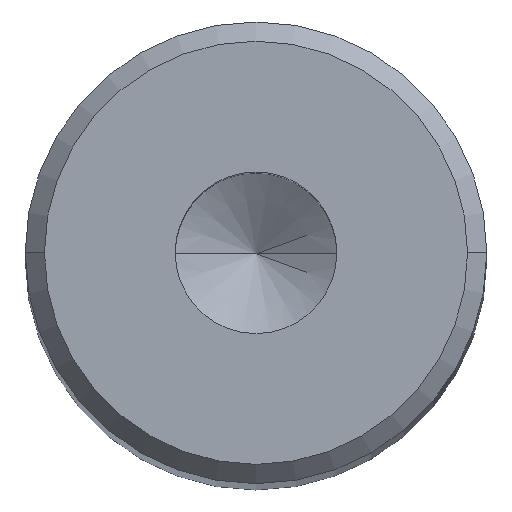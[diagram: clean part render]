
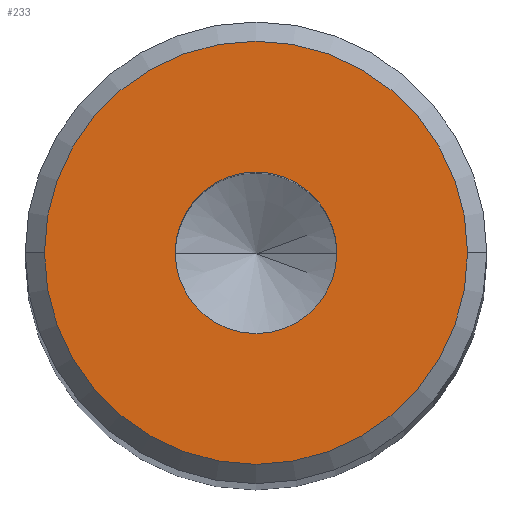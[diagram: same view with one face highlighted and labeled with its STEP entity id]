
A CAD part, top view. The second image highlights one B-rep face of the part: STEP entity #233.
In plain terms, the highlighted planar face has unit normal (0, 0, 1).
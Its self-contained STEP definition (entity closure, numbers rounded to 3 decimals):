
#1 = EDGE_CURVE ( 'NONE', #283, #66, #377, .T. ) ;
#3 = CARTESIAN_POINT ( 'NONE',  ( -2.1, 0., 0. ) ) ;
#8 = CARTESIAN_POINT ( 'NONE',  ( 0., 0., 0. ) ) ;
#19 = CARTESIAN_POINT ( 'NONE',  ( 5.5, 0., 0. ) ) ;
#20 = EDGE_LOOP ( 'NONE', ( #285, #276 ) ) ;
#52 = FACE_BOUND ( 'NONE', #20, .T. ) ;
#64 = AXIS2_PLACEMENT_3D ( 'NONE', #8, #237, #506 ) ;
#66 = VERTEX_POINT ( 'NONE', #403 ) ;
#77 = CARTESIAN_POINT ( 'NONE',  ( 0., 0., 0. ) ) ;
#79 = DIRECTION ( 'NONE',  ( 1., 0., 0. ) ) ;
#80 = DIRECTION ( 'NONE',  ( 1., 0., 0. ) ) ;
#104 = ORIENTED_EDGE ( 'NONE', *, *, #465, .T. ) ;
#118 = AXIS2_PLACEMENT_3D ( 'NONE', #213, #222, #80 ) ;
#120 = CARTESIAN_POINT ( 'NONE',  ( 0., 0., 0. ) ) ;
#171 = DIRECTION ( 'NONE',  ( 1., 0., 0. ) ) ;
#182 = ORIENTED_EDGE ( 'NONE', *, *, #247, .T. ) ;
#190 = EDGE_LOOP ( 'NONE', ( #104, #182 ) ) ;
#213 = CARTESIAN_POINT ( 'NONE',  ( 0., 0., 0. ) ) ;
#222 = DIRECTION ( 'NONE',  ( 0., 0., 1. ) ) ;
#228 = AXIS2_PLACEMENT_3D ( 'NONE', #361, #526, #79 ) ;
#233 = ADVANCED_FACE ( 'NONE', ( #52, #409 ), #386, .T. ) ;
#237 = DIRECTION ( 'NONE',  ( 0., 0., 1. ) ) ;
#247 = EDGE_CURVE ( 'NONE', #373, #529, #318, .T. ) ;
#272 = AXIS2_PLACEMENT_3D ( 'NONE', #77, #435, #514 ) ;
#276 = ORIENTED_EDGE ( 'NONE', *, *, #1, .F. ) ;
#283 = VERTEX_POINT ( 'NONE', #3 ) ;
#285 = ORIENTED_EDGE ( 'NONE', *, *, #554, .F. ) ;
#291 = CARTESIAN_POINT ( 'NONE',  ( -5.5, 0., 0. ) ) ;
#304 = DIRECTION ( 'NONE',  ( 0., 0., 1. ) ) ;
#318 = CIRCLE ( 'NONE', #421, 5.5 ) ;
#326 = CIRCLE ( 'NONE', #64, 5.5 ) ;
#361 = CARTESIAN_POINT ( 'NONE',  ( 0., 0., 0. ) ) ;
#373 = VERTEX_POINT ( 'NONE', #19 ) ;
#377 = CIRCLE ( 'NONE', #118, 2.1 ) ;
#386 = PLANE ( 'NONE',  #228 ) ;
#403 = CARTESIAN_POINT ( 'NONE',  ( 2.1, 0., 0. ) ) ;
#409 = FACE_OUTER_BOUND ( 'NONE', #190, .T. ) ;
#414 = CIRCLE ( 'NONE', #272, 2.1 ) ;
#421 = AXIS2_PLACEMENT_3D ( 'NONE', #120, #304, #171 ) ;
#435 = DIRECTION ( 'NONE',  ( 0., 0., 1. ) ) ;
#465 = EDGE_CURVE ( 'NONE', #529, #373, #326, .T. ) ;
#506 = DIRECTION ( 'NONE',  ( 1., 0., 0. ) ) ;
#514 = DIRECTION ( 'NONE',  ( 1., 0., 0. ) ) ;
#526 = DIRECTION ( 'NONE',  ( 0., 0., 1. ) ) ;
#529 = VERTEX_POINT ( 'NONE', #291 ) ;
#554 = EDGE_CURVE ( 'NONE', #66, #283, #414, .T. ) ;
